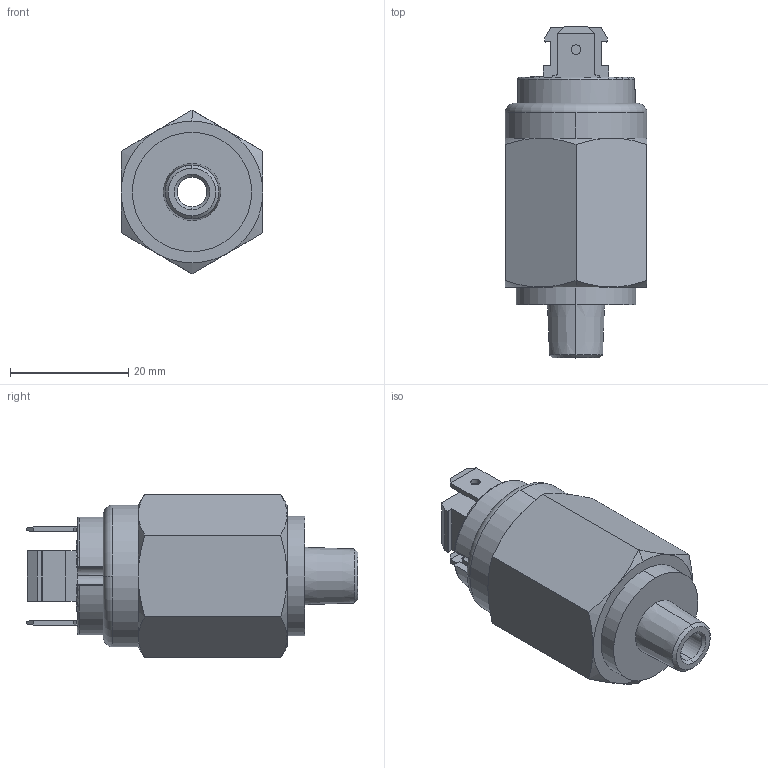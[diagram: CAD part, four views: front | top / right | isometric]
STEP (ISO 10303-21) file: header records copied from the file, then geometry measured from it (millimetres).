
FILE_DESCRIPTION (( 'STEP AP214' ), '1' );
FILE_NAME ('700.STEP', '2020-02-12T14:58:54', ( '' ), ( '' ), 'SwSTEP 2.0', 'SolidWorks 2019', '' );
FILE_SCHEMA (( 'AUTOMOTIVE_DESIGN' ));
Length unit declared in the file: millimetre
Products named in the file (1): 700
Bounding box: 24 x 56.2 x 27.71 mm (x, y, z)
Surface area: 5703.8 mm2 (no closed solid volume)
Topology: 0 solids, 4 shells, 324 faces, 1571 edges, 1170 vertices
Faces by surface type: plane 235, cylinder 40, bspline 23, cone 22, torus 4
Entity records: 20416 total; most frequent: CARTESIAN_POINT 5227, ORIENTED_EDGE 2306, DIRECTION 2048, EDGE_CURVE 1571, VERTEX_POINT 1170, VECTOR 1102, LINE 1102, AXIS2_PLACEMENT_3D 473
